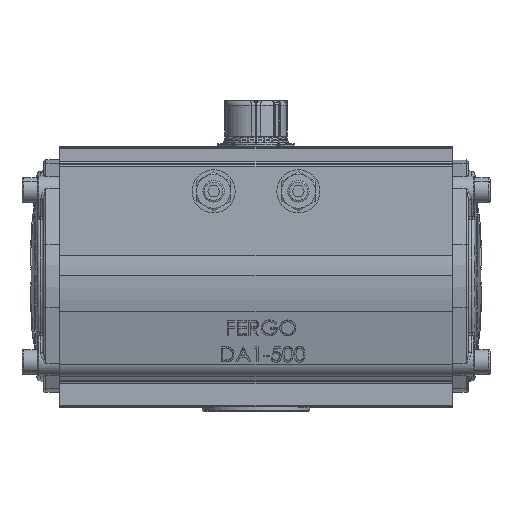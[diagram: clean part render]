
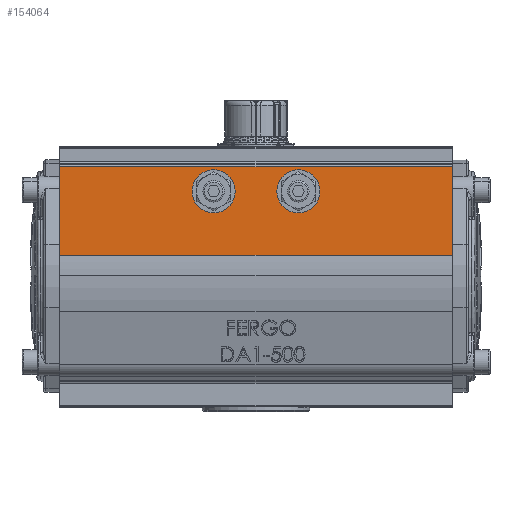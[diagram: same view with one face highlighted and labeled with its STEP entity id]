
A CAD part, top view. The second image highlights one B-rep face of the part: STEP entity #154064.
In plain terms, the highlighted planar face has unit normal (0, 0, 1).
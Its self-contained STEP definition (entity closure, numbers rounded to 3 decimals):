
#985 = CARTESIAN_POINT ( 'NONE',  ( 0.323, 0.991, 76. ) ) ;
#3881 = CARTESIAN_POINT ( 'NONE',  ( 0.323, 60.5, 76. ) ) ;
#11113 = EDGE_CURVE ( 'NONE', #84048, #164130, #138872, .T. ) ;
#14651 = CARTESIAN_POINT ( 'NONE',  ( 127.823, -5.308, 76. ) ) ;
#15170 = DIRECTION ( 'NONE',  ( 0., 0., -1. ) ) ;
#31156 = ORIENTED_EDGE ( 'NONE', *, *, #177213, .T. ) ;
#34903 = AXIS2_PLACEMENT_3D ( 'NONE', #208371, #111967, #177296 ) ;
#36349 = CARTESIAN_POINT ( 'NONE',  ( -39.677, 42.5, 76. ) ) ;
#37379 = EDGE_CURVE ( 'NONE', #174947, #172740, #171306, .T. ) ;
#37899 = EDGE_CURVE ( 'NONE', #41195, #174947, #62686, .T. ) ;
#38056 = ORIENTED_EDGE ( 'NONE', *, *, #92419, .T. ) ;
#41195 = VERTEX_POINT ( 'NONE', #45466 ) ;
#42708 = EDGE_LOOP ( 'NONE', ( #91737, #50558, #175257 ) ) ;
#43237 = CARTESIAN_POINT ( 'NONE',  ( -14.677, 42.5, 76. ) ) ;
#45466 = CARTESIAN_POINT ( 'NONE',  ( 40.323, 42.5, 76. ) ) ;
#46800 = DIRECTION ( 'NONE',  ( 0., 1., 0. ) ) ;
#47718 = CARTESIAN_POINT ( 'NONE',  ( -127.177, 0.991, 76. ) ) ;
#48635 = CARTESIAN_POINT ( 'NONE',  ( -127.177, 58.5, 76. ) ) ;
#49619 = AXIS2_PLACEMENT_3D ( 'NONE', #131590, #196943, #50190 ) ;
#50190 = DIRECTION ( 'NONE',  ( 0., -1., 0. ) ) ;
#50558 = ORIENTED_EDGE ( 'NONE', *, *, #37379, .T. ) ;
#50664 = ORIENTED_EDGE ( 'NONE', *, *, #198710, .F. ) ;
#51853 = DIRECTION ( 'NONE',  ( 0., 0., -1. ) ) ;
#52085 = DIRECTION ( 'NONE',  ( 0., -1., 0. ) ) ;
#53131 = DIRECTION ( 'NONE',  ( 0., 0., 1. ) ) ;
#59218 = LINE ( 'NONE', #174880, #207857 ) ;
#60129 = CIRCLE ( 'NONE', #132393, 12.5 ) ;
#61581 = CARTESIAN_POINT ( 'NONE',  ( -27.177, 30., 76. ) ) ;
#62686 = CIRCLE ( 'NONE', #134502, 12.5 ) ;
#67854 = CARTESIAN_POINT ( 'NONE',  ( 27.823, 30., 76. ) ) ;
#68169 = CARTESIAN_POINT ( 'NONE',  ( 27.823, 42.5, 76. ) ) ;
#73507 = VERTEX_POINT ( 'NONE', #109386 ) ;
#75436 = VECTOR ( 'NONE', #46800, 1000. ) ;
#79817 = EDGE_LOOP ( 'NONE', ( #50664, #38056, #133348, #90424 ) ) ;
#82258 = AXIS2_PLACEMENT_3D ( 'NONE', #152682, #171922, #153741 ) ;
#82360 = LINE ( 'NONE', #985, #173254 ) ;
#84048 = VERTEX_POINT ( 'NONE', #128045 ) ;
#85260 = FACE_OUTER_BOUND ( 'NONE', #79817, .T. ) ;
#86315 = CIRCLE ( 'NONE', #34903, 12.5 ) ;
#90424 = ORIENTED_EDGE ( 'NONE', *, *, #148647, .T. ) ;
#90788 = CIRCLE ( 'NONE', #49619, 12.5 ) ;
#90888 = VECTOR ( 'NONE', #106751, 1000. ) ;
#91737 = ORIENTED_EDGE ( 'NONE', *, *, #37899, .T. ) ;
#92419 = EDGE_CURVE ( 'NONE', #73507, #84048, #193546, .T. ) ;
#99028 = CARTESIAN_POINT ( 'NONE',  ( -27.177, 42.5, 76. ) ) ;
#102417 = DIRECTION ( 'NONE',  ( 0., 1., 0. ) ) ;
#104920 = CARTESIAN_POINT ( 'NONE',  ( 15.323, 42.5, 76. ) ) ;
#106751 = DIRECTION ( 'NONE',  ( -1., 0., 0. ) ) ;
#109386 = CARTESIAN_POINT ( 'NONE',  ( 127.823, 0.991, 76. ) ) ;
#109491 = VERTEX_POINT ( 'NONE', #36349 ) ;
#111967 = DIRECTION ( 'NONE',  ( 0., 0., -1. ) ) ;
#114988 = VERTEX_POINT ( 'NONE', #47718 ) ;
#116069 = ORIENTED_EDGE ( 'NONE', *, *, #199338, .T. ) ;
#116373 = AXIS2_PLACEMENT_3D ( 'NONE', #3881, #53131, #102417 ) ;
#117196 = DIRECTION ( 'NONE',  ( 0., -1., 0. ) ) ;
#118472 = FACE_BOUND ( 'NONE', #42708, .T. ) ;
#126147 = VERTEX_POINT ( 'NONE', #61581 ) ;
#128045 = CARTESIAN_POINT ( 'NONE',  ( 127.823, 58.5, 76. ) ) ;
#131590 = CARTESIAN_POINT ( 'NONE',  ( -27.177, 42.5, 76. ) ) ;
#131636 = DIRECTION ( 'NONE',  ( -1., 0., 0. ) ) ;
#132393 = AXIS2_PLACEMENT_3D ( 'NONE', #99028, #51853, #117196 ) ;
#133348 = ORIENTED_EDGE ( 'NONE', *, *, #11113, .T. ) ;
#133483 = DIRECTION ( 'NONE',  ( 0., 0., -1. ) ) ;
#134502 = AXIS2_PLACEMENT_3D ( 'NONE', #149002, #15170, #195128 ) ;
#138872 = LINE ( 'NONE', #169958, #90888 ) ;
#148647 = EDGE_CURVE ( 'NONE', #164130, #114988, #59218, .T. ) ;
#149002 = CARTESIAN_POINT ( 'NONE',  ( 27.823, 42.5, 76. ) ) ;
#150606 = PLANE ( 'NONE',  #116373 ) ;
#151355 = AXIS2_PLACEMENT_3D ( 'NONE', #68169, #133483, #52085 ) ;
#152682 = CARTESIAN_POINT ( 'NONE',  ( 27.823, 42.5, 76. ) ) ;
#153741 = DIRECTION ( 'NONE',  ( 0., -1., 0. ) ) ;
#154064 = ADVANCED_FACE ( 'NONE', ( #85260, #164546, #118472 ), #150606, .T. ) ;
#156789 = EDGE_CURVE ( 'NONE', #172740, #41195, #168482, .T. ) ;
#159863 = DIRECTION ( 'NONE',  ( 0., -1., 0. ) ) ;
#164130 = VERTEX_POINT ( 'NONE', #48635 ) ;
#164546 = FACE_BOUND ( 'NONE', #173850, .T. ) ;
#168482 = CIRCLE ( 'NONE', #151355, 12.5 ) ;
#169958 = CARTESIAN_POINT ( 'NONE',  ( 0.323, 58.5, 76. ) ) ;
#171306 = CIRCLE ( 'NONE', #82258, 12.5 ) ;
#171922 = DIRECTION ( 'NONE',  ( 0., 0., -1. ) ) ;
#172740 = VERTEX_POINT ( 'NONE', #104920 ) ;
#173254 = VECTOR ( 'NONE', #131636, 1000. ) ;
#173850 = EDGE_LOOP ( 'NONE', ( #206822, #116069, #31156 ) ) ;
#174880 = CARTESIAN_POINT ( 'NONE',  ( -127.177, 44.725, 76. ) ) ;
#174947 = VERTEX_POINT ( 'NONE', #67854 ) ;
#175257 = ORIENTED_EDGE ( 'NONE', *, *, #156789, .T. ) ;
#177213 = EDGE_CURVE ( 'NONE', #109491, #197223, #86315, .T. ) ;
#177296 = DIRECTION ( 'NONE',  ( 0., -1., 0. ) ) ;
#193546 = LINE ( 'NONE', #14651, #75436 ) ;
#195128 = DIRECTION ( 'NONE',  ( 0., -1., 0. ) ) ;
#196943 = DIRECTION ( 'NONE',  ( 0., 0., -1. ) ) ;
#197223 = VERTEX_POINT ( 'NONE', #43237 ) ;
#198710 = EDGE_CURVE ( 'NONE', #73507, #114988, #82360, .T. ) ;
#199338 = EDGE_CURVE ( 'NONE', #126147, #109491, #60129, .T. ) ;
#206822 = ORIENTED_EDGE ( 'NONE', *, *, #208745, .T. ) ;
#207857 = VECTOR ( 'NONE', #159863, 1000. ) ;
#208371 = CARTESIAN_POINT ( 'NONE',  ( -27.177, 42.5, 76. ) ) ;
#208745 = EDGE_CURVE ( 'NONE', #197223, #126147, #90788, .T. ) ;
